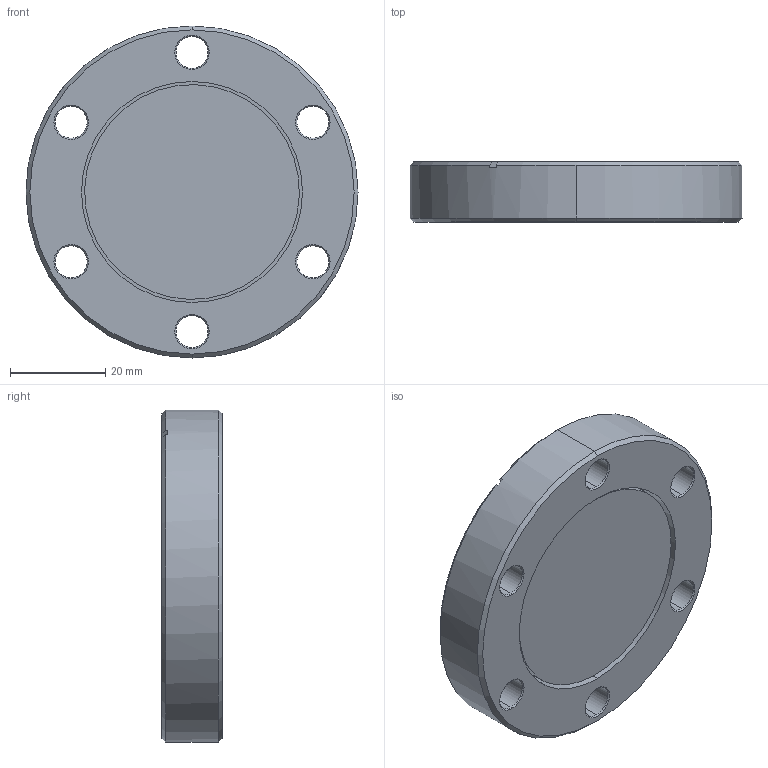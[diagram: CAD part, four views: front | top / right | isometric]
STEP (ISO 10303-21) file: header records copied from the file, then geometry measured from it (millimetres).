
FILE_DESCRIPTION (( 'STEP AP203' ), '1' );
FILE_NAME ('A17426-1-CF.STEP', '2024-01-12T13:35:59', ( '' ), ( '' ), 'SwSTEP 2.0', 'SolidWorks 2023', '' );
FILE_SCHEMA (( 'CONFIG_CONTROL_DESIGN' ));
Length unit declared in the file: inch
Products named in the file (1): A17426-1-CF
Bounding box: 69.85 x 12.7 x 69.85 mm (x, y, z)
Volume: 32514.5 mm3; surface area: 16825.5 mm2
Topology: 1 solids, 1 shells, 91 faces, 204 edges, 123 vertices
Faces by surface type: cone 35, cylinder 34, plane 18, torus 4
Entity records: 2650 total; most frequent: DIRECTION 501, CARTESIAN_POINT 431, ORIENTED_EDGE 408, AXIS2_PLACEMENT_3D 209, EDGE_CURVE 204, VERTEX_POINT 123, CIRCLE 117, EDGE_LOOP 111
